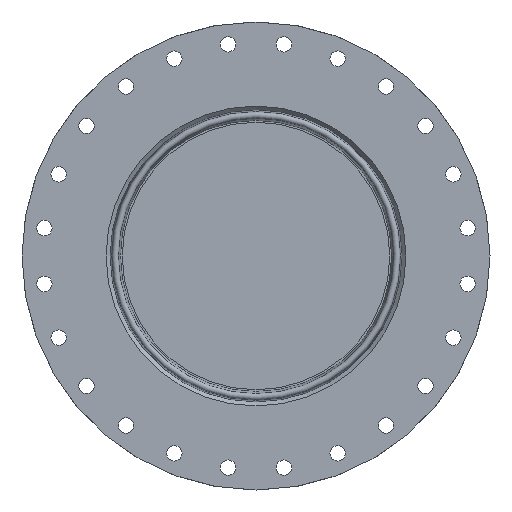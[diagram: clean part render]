
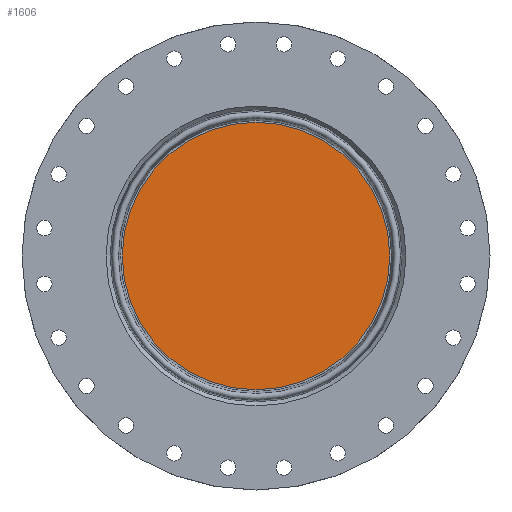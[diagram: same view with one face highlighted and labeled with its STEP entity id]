
A CAD part, left-side view. The second image highlights one B-rep face of the part: STEP entity #1606.
In plain terms, the highlighted planar face has unit normal (-1, 0, 0).
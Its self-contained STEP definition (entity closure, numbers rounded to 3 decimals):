
#216 = DIRECTION ( 'NONE',  ( 0., 0., -1. ) ) ;
#304 = ORIENTED_EDGE ( 'NONE', *, *, #1794, .T. ) ;
#435 = PLANE ( 'NONE',  #2370 ) ;
#730 = VERTEX_POINT ( 'NONE', #2580 ) ;
#870 = CARTESIAN_POINT ( 'NONE',  ( -9.077, 0., 0. ) ) ;
#1096 = CARTESIAN_POINT ( 'NONE',  ( -9.077, 0., 0. ) ) ;
#1308 = DIRECTION ( 'NONE',  ( 0., 1., 0. ) ) ;
#1316 = DIRECTION ( 'NONE',  ( 1., 0., 0. ) ) ;
#1364 = AXIS2_PLACEMENT_3D ( 'NONE', #870, #2592, #1308 ) ;
#1375 = EDGE_LOOP ( 'NONE', ( #304 ) ) ;
#1606 = ADVANCED_FACE ( 'NONE', ( #2424 ), #435, .F. ) ;
#1794 = EDGE_CURVE ( 'NONE', #730, #730, #2093, .T. ) ;
#2093 = CIRCLE ( 'NONE', #1364, 72.6 ) ;
#2370 = AXIS2_PLACEMENT_3D ( 'NONE', #1096, #1316, #216 ) ;
#2424 = FACE_OUTER_BOUND ( 'NONE', #1375, .T. ) ;
#2580 = CARTESIAN_POINT ( 'NONE',  ( -9.077, 72.6, 0. ) ) ;
#2592 = DIRECTION ( 'NONE',  ( -1., 0., 0. ) ) ;
